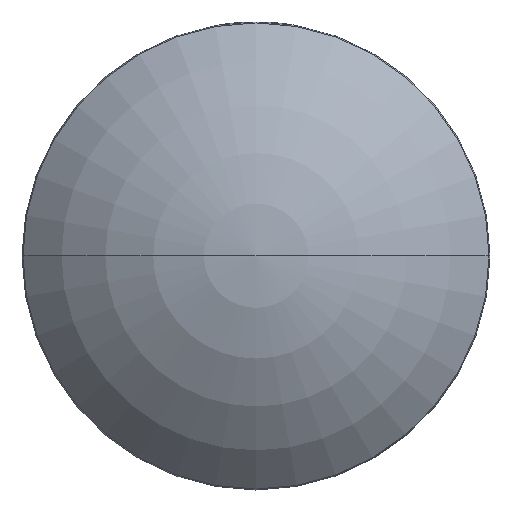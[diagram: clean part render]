
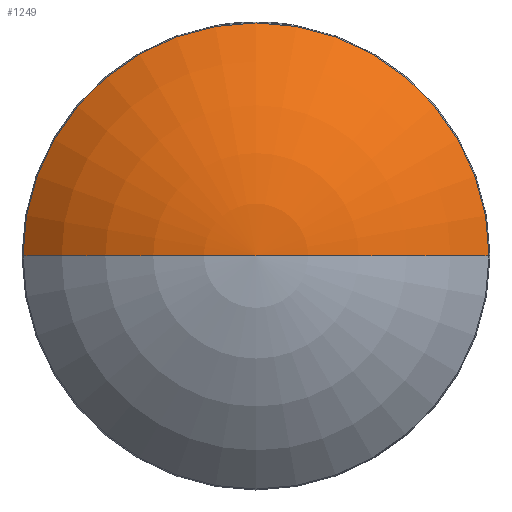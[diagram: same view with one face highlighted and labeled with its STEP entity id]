
A CAD part, top view. The second image highlights one B-rep face of the part: STEP entity #1249.
In plain terms, the highlighted toroidal (fillet/blend) face has major radius 0.002 mm and minor radius 34.51 mm.
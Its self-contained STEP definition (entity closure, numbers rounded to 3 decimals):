
#121 = AXIS2_PLACEMENT_3D ( 'NONE', #1436, #1421, #881 ) ;
#180 = CARTESIAN_POINT ( 'NONE',  ( 0., 0., -27.435 ) ) ;
#212 = ORIENTED_EDGE ( 'NONE', *, *, #304, .T. ) ;
#304 = EDGE_CURVE ( 'NONE', #388, #1314, #830, .T. ) ;
#328 = ORIENTED_EDGE ( 'NONE', *, *, #419, .F. ) ;
#388 = VERTEX_POINT ( 'NONE', #1528 ) ;
#393 = AXIS2_PLACEMENT_3D ( 'NONE', #1214, #942, #1787 ) ;
#419 = EDGE_CURVE ( 'NONE', #996, #1314, #1666, .T. ) ;
#437 = AXIS2_PLACEMENT_3D ( 'NONE', #180, #1577, #1277 ) ;
#442 = EDGE_LOOP ( 'NONE', ( #915, #212, #328 ) ) ;
#482 = CARTESIAN_POINT ( 'NONE',  ( 25.299, 0., -3.965 ) ) ;
#640 = CARTESIAN_POINT ( 'NONE',  ( 0., 0., 7.075 ) ) ;
#744 = EDGE_CURVE ( 'NONE', #996, #388, #1224, .T. ) ;
#830 = CIRCLE ( 'NONE', #393, 34.51 ) ;
#881 = DIRECTION ( 'NONE',  ( -1., 0., 0. ) ) ;
#915 = ORIENTED_EDGE ( 'NONE', *, *, #744, .T. ) ;
#942 = DIRECTION ( 'NONE',  ( 0., 1., 0. ) ) ;
#996 = VERTEX_POINT ( 'NONE', #482 ) ;
#1214 = CARTESIAN_POINT ( 'NONE',  ( 0.002, 0., -27.435 ) ) ;
#1224 = CIRCLE ( 'NONE', #121, 25.299 ) ;
#1249 = ADVANCED_FACE ( 'NONE', ( #1735 ), #1561, .T. ) ;
#1277 = DIRECTION ( 'NONE',  ( 1., 0., 0. ) ) ;
#1280 = DIRECTION ( 'NONE',  ( 0., 0., -1. ) ) ;
#1314 = VERTEX_POINT ( 'NONE', #640 ) ;
#1421 = DIRECTION ( 'NONE',  ( 0., 0., 1. ) ) ;
#1436 = CARTESIAN_POINT ( 'NONE',  ( 0., 0., -3.965 ) ) ;
#1528 = CARTESIAN_POINT ( 'NONE',  ( -25.299, 0., -3.965 ) ) ;
#1561 = TOROIDAL_SURFACE ( 'NONE', #437, -0.002, 34.51 ) ;
#1576 = CARTESIAN_POINT ( 'NONE',  ( -0.002, 0., -27.435 ) ) ;
#1577 = DIRECTION ( 'NONE',  ( 0., 0., 1. ) ) ;
#1666 = CIRCLE ( 'NONE', #1762, 34.51 ) ;
#1695 = DIRECTION ( 'NONE',  ( 0., -1., 0. ) ) ;
#1735 = FACE_OUTER_BOUND ( 'NONE', #442, .T. ) ;
#1762 = AXIS2_PLACEMENT_3D ( 'NONE', #1576, #1695, #1280 ) ;
#1787 = DIRECTION ( 'NONE',  ( -1., 0., 0. ) ) ;
